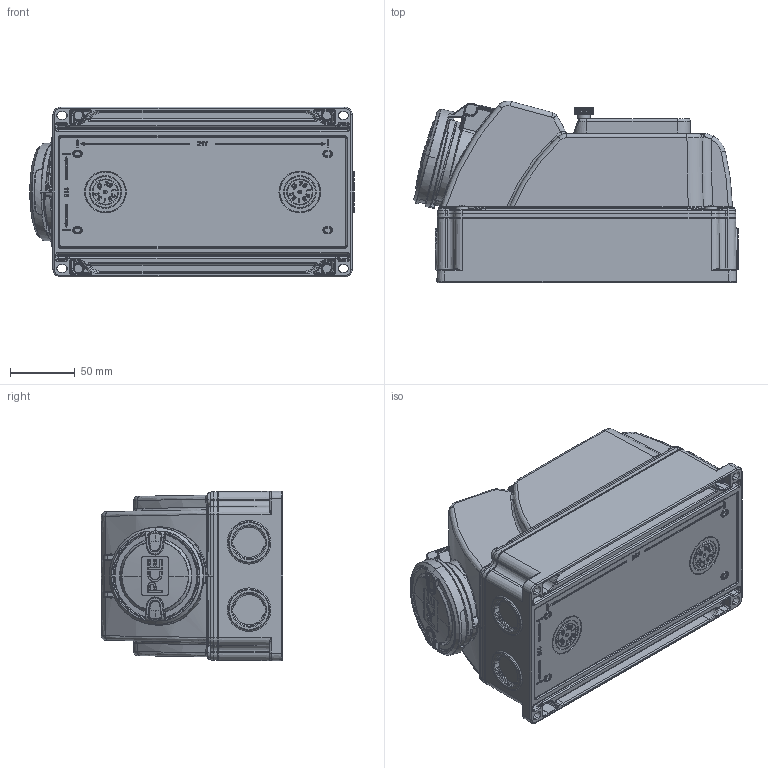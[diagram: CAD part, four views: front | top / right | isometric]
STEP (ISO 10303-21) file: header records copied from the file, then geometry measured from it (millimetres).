
FILE_DESCRIPTION (( 'STEP AP203' ), '1' );
FILE_NAME ('75153-6.STEP', '2022-09-19T07:27:49', ( '' ), ( '' ), 'SwSTEP 2.0', 'SolidWorks 2021', '' );
FILE_SCHEMA (( 'CONFIG_CONTROL_DESIGN' ));
Products named in the file (1): 75153-6
Bounding box: 250.24 x 140.03 x 130.86 mm (x, y, z)
Volume: 3317213.1 mm3; surface area: 195463.8 mm2
Topology: 1 solids, 1 shells, 3078 faces, 7956 edges, 4955 vertices
Faces by surface type: cylinder 872, plane 817, bspline 597, torus 514, cone 201, sphere 77
Entity records: 123515 total; most frequent: CARTESIAN_POINT 54726, ORIENTED_EDGE 15844, DIRECTION 12665, EDGE_CURVE 7922, VERTEX_POINT 4952, AXIS2_PLACEMENT_3D 4895, EDGE_LOOP 3198, ADVANCED_FACE 3078
